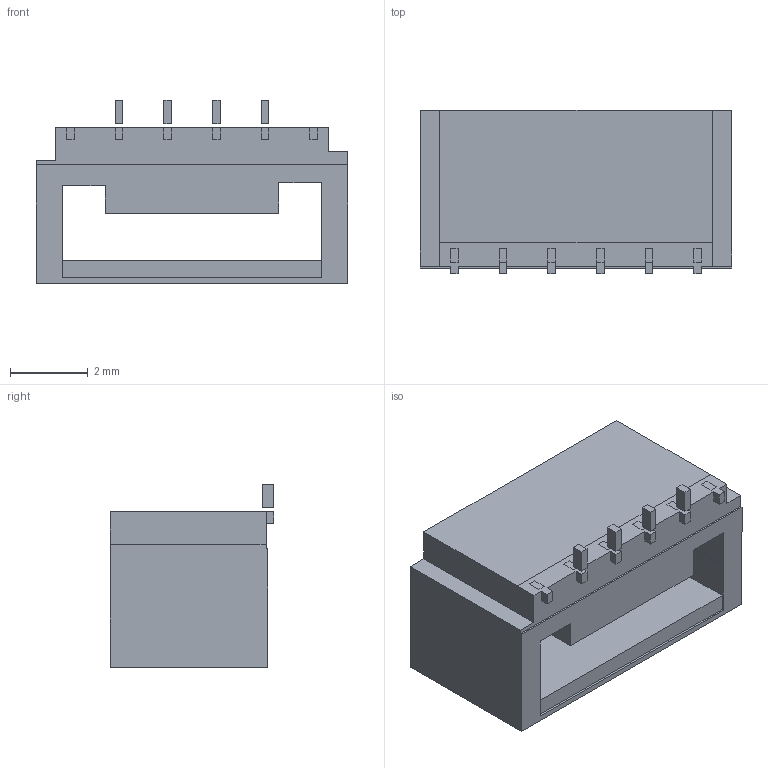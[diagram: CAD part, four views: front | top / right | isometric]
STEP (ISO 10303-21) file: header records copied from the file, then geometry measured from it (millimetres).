
FILE_DESCRIPTION (( 'STEP AP214' ), '1' );
FILE_NAME ('GH1.25-4p.STEP', '2022-03-07T13:19:24', ( '' ), ( '' ), 'SwSTEP 2.0', 'SolidWorks 2018', '' );
FILE_SCHEMA (( 'AUTOMOTIVE_DESIGN' ));
Length unit declared in the file: millimetre
Products named in the file (1): GH1.25-4p
Bounding box: 8 x 4.2 x 4.7 mm (x, y, z)
Volume: 87 mm3; surface area: 220.1 mm2
Topology: 5 solids, 5 shells, 83 faces, 232 edges, 164 vertices
Faces by surface type: bspline 59, plane 24
Entity records: 2556 total; most frequent: CARTESIAN_POINT 825, ORIENTED_EDGE 464, EDGE_CURVE 232, B_SPLINE_CURVE_WITH_KNOTS 168, VERTEX_POINT 164, DIRECTION 114, EDGE_LOOP 90, ADVANCED_FACE 83
